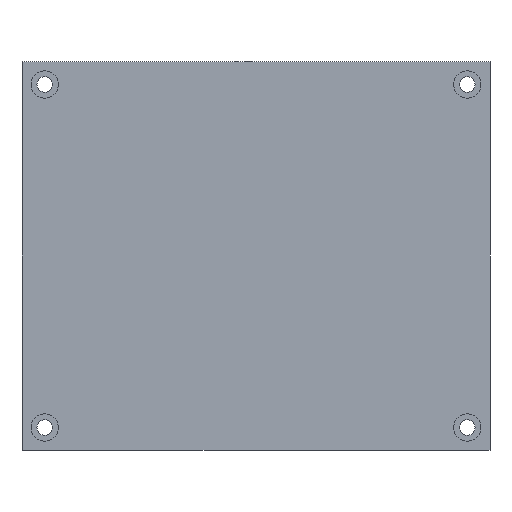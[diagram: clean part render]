
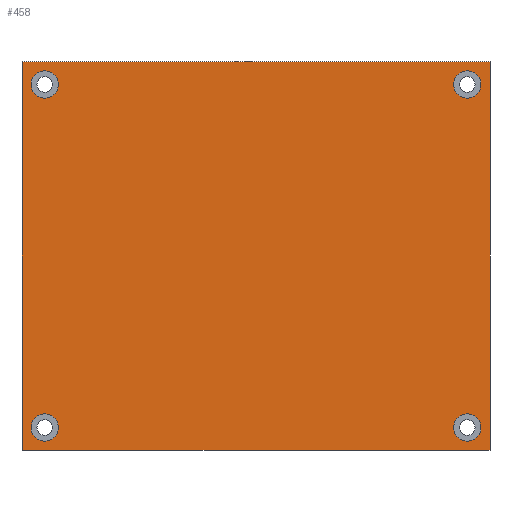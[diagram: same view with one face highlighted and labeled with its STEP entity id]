
A CAD part, front view. The second image highlights one B-rep face of the part: STEP entity #458.
In plain terms, the highlighted planar face has unit normal (0, -1, 0).
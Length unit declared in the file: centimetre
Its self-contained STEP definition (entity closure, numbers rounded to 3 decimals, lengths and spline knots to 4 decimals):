
#27=FACE_BOUND('',#99,.T.);
#28=FACE_BOUND('',#100,.T.);
#29=FACE_BOUND('',#101,.T.);
#30=FACE_BOUND('',#102,.T.);
#40=CIRCLE('',#495,0.3);
#42=CIRCLE('',#498,0.3);
#44=CIRCLE('',#501,0.3);
#46=CIRCLE('',#504,0.3);
#68=FACE_OUTER_BOUND('',#98,.T.);
#98=EDGE_LOOP('',(#391,#392,#393,#394));
#99=EDGE_LOOP('',(#395));
#100=EDGE_LOOP('',(#396));
#101=EDGE_LOOP('',(#397));
#102=EDGE_LOOP('',(#398));
#147=LINE('',#746,#191);
#151=LINE('',#752,#195);
#152=LINE('',#755,#196);
#154=LINE('',#758,#198);
#191=VECTOR('',#609,1.);
#195=VECTOR('',#615,1.);
#196=VECTOR('',#618,1.);
#198=VECTOR('',#622,1.);
#228=VERTEX_POINT('',#721);
#230=VERTEX_POINT('',#727);
#232=VERTEX_POINT('',#733);
#234=VERTEX_POINT('',#739);
#235=VERTEX_POINT('',#744);
#236=VERTEX_POINT('',#745);
#237=VERTEX_POINT('',#750);
#238=VERTEX_POINT('',#754);
#277=EDGE_CURVE('',#228,#228,#40,.T.);
#280=EDGE_CURVE('',#230,#230,#42,.T.);
#283=EDGE_CURVE('',#232,#232,#44,.T.);
#286=EDGE_CURVE('',#234,#234,#46,.T.);
#287=EDGE_CURVE('',#235,#236,#147,.T.);
#291=EDGE_CURVE('',#236,#237,#151,.T.);
#292=EDGE_CURVE('',#237,#238,#152,.T.);
#294=EDGE_CURVE('',#238,#235,#154,.T.);
#391=ORIENTED_EDGE('',*,*,#294,.T.);
#392=ORIENTED_EDGE('',*,*,#287,.T.);
#393=ORIENTED_EDGE('',*,*,#291,.T.);
#394=ORIENTED_EDGE('',*,*,#292,.T.);
#395=ORIENTED_EDGE('',*,*,#277,.F.);
#396=ORIENTED_EDGE('',*,*,#280,.F.);
#397=ORIENTED_EDGE('',*,*,#283,.F.);
#398=ORIENTED_EDGE('',*,*,#286,.F.);
#436=PLANE('',#510);
#458=ADVANCED_FACE('',(#68,#27,#28,#29,#30),#436,.F.);
#495=AXIS2_PLACEMENT_3D('',#723,#582,#583);
#498=AXIS2_PLACEMENT_3D('',#729,#589,#590);
#501=AXIS2_PLACEMENT_3D('',#735,#596,#597);
#504=AXIS2_PLACEMENT_3D('',#741,#603,#604);
#510=AXIS2_PLACEMENT_3D('',#759,#623,#624);
#582=DIRECTION('center_axis',(0.,-1.,0.));
#583=DIRECTION('ref_axis',(1.,0.,0.));
#589=DIRECTION('center_axis',(0.,-1.,0.));
#590=DIRECTION('ref_axis',(1.,0.,0.));
#596=DIRECTION('center_axis',(0.,-1.,0.));
#597=DIRECTION('ref_axis',(1.,0.,0.));
#603=DIRECTION('center_axis',(0.,-1.,0.));
#604=DIRECTION('ref_axis',(1.,0.,0.));
#609=DIRECTION('',(0.,0.,-1.));
#615=DIRECTION('',(1.,0.,0.));
#618=DIRECTION('',(0.,0.,1.));
#622=DIRECTION('',(-1.,0.,0.));
#623=DIRECTION('center_axis',(0.,1.,0.));
#624=DIRECTION('ref_axis',(1.,0.,0.));
#721=CARTESIAN_POINT('',(-0.8,0.,-7.05));
#723=CARTESIAN_POINT('Origin',(-0.5,0.,-7.05));
#727=CARTESIAN_POINT('',(8.5,0.,-7.05));
#729=CARTESIAN_POINT('Origin',(8.8,0.,-7.05));
#733=CARTESIAN_POINT('',(8.5,0.,0.5));
#735=CARTESIAN_POINT('Origin',(8.8,0.,0.5));
#739=CARTESIAN_POINT('',(-0.8,0.,0.5));
#741=CARTESIAN_POINT('Origin',(-0.5,0.,0.5));
#744=CARTESIAN_POINT('',(-1.,0.,1.));
#745=CARTESIAN_POINT('',(-1.,0.,-7.55));
#746=CARTESIAN_POINT('',(-1.,0.,1.));
#750=CARTESIAN_POINT('',(9.3,0.,-7.55));
#752=CARTESIAN_POINT('',(-1.,0.,-7.55));
#754=CARTESIAN_POINT('',(9.3,0.,1.));
#755=CARTESIAN_POINT('',(9.3,0.,-7.55));
#758=CARTESIAN_POINT('',(9.3,0.,1.));
#759=CARTESIAN_POINT('Origin',(4.15,0.,-3.275));
